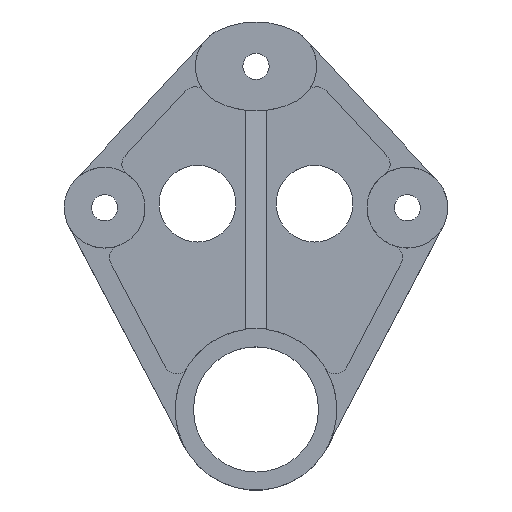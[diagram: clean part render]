
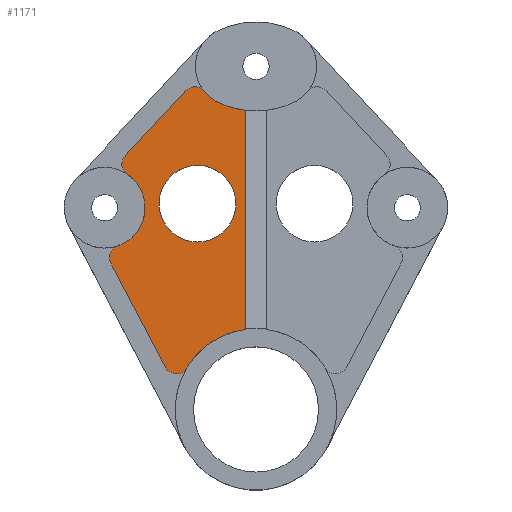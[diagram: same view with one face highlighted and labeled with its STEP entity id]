
A CAD part, top view. The second image highlights one B-rep face of the part: STEP entity #1171.
In plain terms, the highlighted planar face has unit normal (0, 0, 1).
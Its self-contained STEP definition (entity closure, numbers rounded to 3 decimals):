
#31=LINE('',#1854,#117);
#32=LINE('',#1862,#118);
#33=LINE('',#1870,#119);
#117=VECTOR('',#1478,108.599);
#118=VECTOR('',#1485,44.185);
#119=VECTOR('',#1492,58.456);
#234=FACE_BOUND('',#344,.T.);
#268=FACE_OUTER_BOUND('',#343,.T.);
#343=EDGE_LOOP('',(#827,#828,#829,#830,#831,#832,#833,#834,#835,#836,#837));
#344=EDGE_LOOP('',(#838));
#431=CIRCLE('',#1267,44.);
#432=CIRCLE('',#1268,19.7);
#433=CIRCLE('',#1269,6.);
#434=CIRCLE('',#1270,6.);
#435=CIRCLE('',#1271,20.);
#436=CIRCLE('',#1272,6.);
#437=CIRCLE('',#1273,6.);
#438=CIRCLE('',#1274,40.);
#439=CIRCLE('',#1275,19.);
#525=VERTEX_POINT('',#1852);
#526=VERTEX_POINT('',#1853);
#527=VERTEX_POINT('',#1855);
#528=VERTEX_POINT('',#1857);
#529=VERTEX_POINT('',#1859);
#530=VERTEX_POINT('',#1861);
#531=VERTEX_POINT('',#1863);
#532=VERTEX_POINT('',#1865);
#533=VERTEX_POINT('',#1867);
#534=VERTEX_POINT('',#1869);
#535=VERTEX_POINT('',#1871);
#536=VERTEX_POINT('',#1874);
#647=EDGE_CURVE('',#525,#526,#31,.T.);
#648=EDGE_CURVE('',#527,#526,#431,.T.);
#649=EDGE_CURVE('',#528,#527,#432,.T.);
#650=EDGE_CURVE('',#529,#528,#433,.T.);
#651=EDGE_CURVE('',#530,#529,#32,.T.);
#652=EDGE_CURVE('',#531,#530,#434,.T.);
#653=EDGE_CURVE('',#532,#531,#435,.T.);
#654=EDGE_CURVE('',#533,#532,#436,.T.);
#655=EDGE_CURVE('',#534,#533,#33,.T.);
#656=EDGE_CURVE('',#535,#534,#437,.T.);
#657=EDGE_CURVE('',#525,#535,#438,.T.);
#658=EDGE_CURVE('',#536,#536,#439,.T.);
#827=ORIENTED_EDGE('',*,*,#647,.T.);
#828=ORIENTED_EDGE('',*,*,#648,.F.);
#829=ORIENTED_EDGE('',*,*,#649,.F.);
#830=ORIENTED_EDGE('',*,*,#650,.F.);
#831=ORIENTED_EDGE('',*,*,#651,.F.);
#832=ORIENTED_EDGE('',*,*,#652,.F.);
#833=ORIENTED_EDGE('',*,*,#653,.F.);
#834=ORIENTED_EDGE('',*,*,#654,.F.);
#835=ORIENTED_EDGE('',*,*,#655,.F.);
#836=ORIENTED_EDGE('',*,*,#656,.F.);
#837=ORIENTED_EDGE('',*,*,#657,.F.);
#838=ORIENTED_EDGE('',*,*,#658,.T.);
#1111=PLANE('',#1266);
#1171=ADVANCED_FACE('',(#268,#234),#1111,.T.);
#1266=AXIS2_PLACEMENT_3D('',#1851,#1476,#1477);
#1267=AXIS2_PLACEMENT_3D('',#1856,#1479,#1480);
#1268=AXIS2_PLACEMENT_3D('',#1858,#1481,#1482);
#1269=AXIS2_PLACEMENT_3D('',#1860,#1483,#1484);
#1270=AXIS2_PLACEMENT_3D('',#1864,#1486,#1487);
#1271=AXIS2_PLACEMENT_3D('',#1866,#1488,#1489);
#1272=AXIS2_PLACEMENT_3D('',#1868,#1490,#1491);
#1273=AXIS2_PLACEMENT_3D('',#1872,#1493,#1494);
#1274=AXIS2_PLACEMENT_3D('',#1873,#1495,#1496);
#1275=AXIS2_PLACEMENT_3D('',#1875,#1497,#1498);
#1476=DIRECTION('center_axis',(0.,0.,1.));
#1477=DIRECTION('ref_axis',(1.,0.,0.));
#1478=DIRECTION('',(0.,1.,0.));
#1479=DIRECTION('center_axis',(0.,0.,1.));
#1480=DIRECTION('ref_axis',(0.425,0.905,0.));
#1481=DIRECTION('center_axis',(0.,0.,1.));
#1482=DIRECTION('ref_axis',(0.779,0.627,0.));
#1483=DIRECTION('center_axis',(0.,0.,-1.));
#1484=DIRECTION('ref_axis',(0.779,0.627,0.));
#1485=DIRECTION('',(0.681,0.732,0.));
#1486=DIRECTION('center_axis',(0.,0.,-1.));
#1487=DIRECTION('ref_axis',(-0.732,0.681,0.));
#1488=DIRECTION('center_axis',(0.,0.,1.));
#1489=DIRECTION('ref_axis',(-0.322,0.947,0.));
#1490=DIRECTION('center_axis',(0.,0.,-1.));
#1491=DIRECTION('ref_axis',(-0.322,0.947,0.));
#1492=DIRECTION('',(-0.464,0.886,0.));
#1493=DIRECTION('center_axis',(0.,0.,-1.));
#1494=DIRECTION('ref_axis',(-0.886,-0.464,0.));
#1495=DIRECTION('center_axis',(0.,0.,1.));
#1496=DIRECTION('ref_axis',(-0.858,-0.513,0.));
#1497=DIRECTION('center_axis',(0.,0.,-1.));
#1498=DIRECTION('ref_axis',(-1.,0.,0.));
#1851=CARTESIAN_POINT('Origin',(0.,-12.135,
6.));
#1852=CARTESIAN_POINT('',(-5.,-60.314,6.));
#1853=CARTESIAN_POINT('',(-5.,48.285,6.));
#1854=CARTESIAN_POINT('',(-5.,-36.067,6.));
#1855=CARTESIAN_POINT('',(-18.685,52.165,6.));
#1856=CARTESIAN_POINT('Origin',(0.,92.,6.));
#1857=CARTESIAN_POINT('',(-25.672,57.655,6.));
#1858=CARTESIAN_POINT('Origin',(-10.319,70.,6.));
#1859=CARTESIAN_POINT('',(-34.741,57.981,6.));
#1860=CARTESIAN_POINT('Origin',(-30.347,53.895,6.));
#1861=CARTESIAN_POINT('',(-64.829,25.623,6.));
#1862=CARTESIAN_POINT('',(-59.213,31.663,6.));
#1863=CARTESIAN_POINT('',(-63.796,16.567,6.));
#1864=CARTESIAN_POINT('Origin',(-60.435,21.538,6.));
#1865=CARTESIAN_POINT('',(-68.55,-18.932,6.));
#1866=CARTESIAN_POINT('Origin',(-75.,0.,6.));
#1867=CARTESIAN_POINT('',(-71.93,-27.397,6.));
#1868=CARTESIAN_POINT('Origin',(-66.615,-24.611,6.));
#1869=CARTESIAN_POINT('',(-44.79,-79.171,6.));
#1870=CARTESIAN_POINT('',(-53.746,-62.086,6.));
#1871=CARTESIAN_POINT('',(-34.327,-79.466,6.));
#1872=CARTESIAN_POINT('Origin',(-39.476,-76.385,6.));
#1873=CARTESIAN_POINT('Origin',(0.,-100.,6.));
#1874=CARTESIAN_POINT('',(-10.,2.,6.));
#1875=CARTESIAN_POINT('Origin',(-29.,2.,6.));
